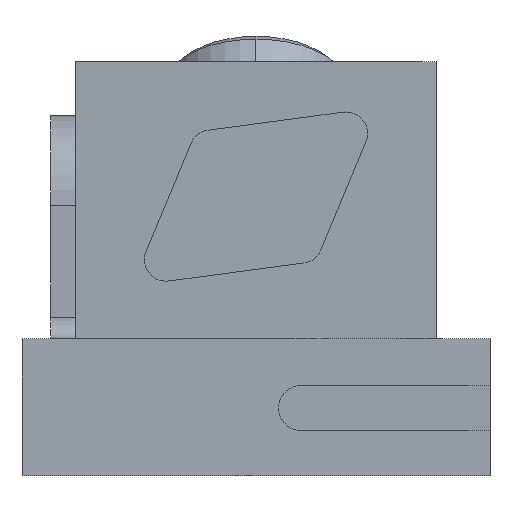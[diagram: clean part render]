
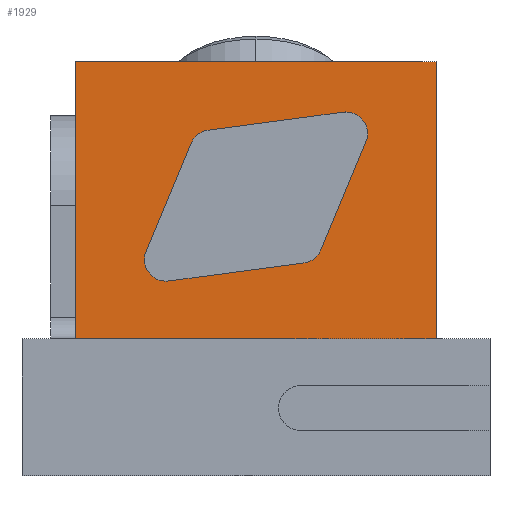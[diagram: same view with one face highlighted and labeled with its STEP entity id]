
A CAD part, front view. The second image highlights one B-rep face of the part: STEP entity #1929.
In plain terms, the highlighted planar face has unit normal (0, -1, 0).
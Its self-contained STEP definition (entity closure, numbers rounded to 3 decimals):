
#1106=CARTESIAN_POINT('POINT94',(-1574.803,
   1968.504,3976.378));
#1107=VERTEX_POINT('VERTEX94',#1106);
#1115=CARTESIAN_POINT('POINT95',(-1356.753,
   1968.504,3649.303));
#1116=VERTEX_POINT('VERTEX95',#1115);
#1123=CARTESIAN_POINT('POS101',(-1574.803,
   1968.504,3740.157));
#1124=DIRECTION('DIR165',(0.,-1.,0.));
#1125=DIRECTION('DIR166',(0.,0.,-1.));
#1126=AXIS2_PLACEMENT_3D('AXIS65',#1123,#1124,#1125);
#1127=CIRCLE('ELLIPSE35',#1126,236.22);
#1128=EDGE_CURVE('EDGE126',#1116,#1107,#1127,.T.);
#1139=CARTESIAN_POINT('POINT96',(-1606.023,
   1968.504,3974.306));
#1140=VERTEX_POINT('VERTEX96',#1139);
#1141=EDGE_CURVE('EDGE127',#1107,#1140,#1127,.T.);
#1153=CARTESIAN_POINT('POINT97',(-3082.401,
   1968.504,3777.455));
#1154=VERTEX_POINT('VERTEX97',#1153);
#1155=CARTESIAN_POINT('POS104',(-548.704,
   1968.504,4115.282));
#1156=DIRECTION('DIR170',(-0.991,0.,
   -0.132));
#1157=VECTOR('VEC38',#1156,25.4);
#1158=LINE('STRAIGHT38',#1155,#1157);
#1159=EDGE_CURVE('EDGE129',#1140,#1154,#1158,.T.);
#1177=CARTESIAN_POINT('POINT98',(-3269.231,
   1968.504,3634.161));
#1178=VERTEX_POINT('VERTEX98',#1177);
#1179=CARTESIAN_POINT('POS107',(-3051.181,
   1968.504,3543.307));
#1180=DIRECTION('DIR174',(0.,-1.,0.));
#1181=DIRECTION('DIR175',(0.,0.,-1.));
#1182=AXIS2_PLACEMENT_3D('AXIS68',#1179,#1180,#1181);
#1183=CIRCLE('ELLIPSE36',#1182,236.22);
#1184=EDGE_CURVE('EDGE131',#1154,#1178,#1183,.T.);
#1202=CARTESIAN_POINT('POINT99',(-3761.357,
   1968.504,2453.059));
#1203=VERTEX_POINT('VERTEX99',#1202);
#1204=CARTESIAN_POINT('POS110',(-4075.851,
   1968.504,1698.271));
#1205=DIRECTION('DIR179',(-0.385,0.,
   -0.923));
#1206=VECTOR('VEC41',#1205,25.4);
#1207=LINE('STRAIGHT41',#1204,#1206);
#1208=EDGE_CURVE('EDGE133',#1178,#1203,#1207,.T.);
#1226=CARTESIAN_POINT('POINT100',(-3543.307,
   1968.504,2125.984));
#1227=VERTEX_POINT('VERTEX100',#1226);
#1236=CARTESIAN_POINT('POS114',(-3543.307,
   1968.504,2362.205));
#1237=DIRECTION('DIR184',(0.,-1.,0.));
#1238=DIRECTION('DIR185',(0.,0.,-1.));
#1239=AXIS2_PLACEMENT_3D('AXIS71',#1236,#1237,#1238);
#1240=CIRCLE('ELLIPSE37',#1239,236.22);
#1241=EDGE_CURVE('EDGE136',#1203,#1227,#1240,.T.);
#1252=CARTESIAN_POINT('POINT101',(-3512.087,
   1968.504,2128.056));
#1253=VERTEX_POINT('VERTEX101',#1252);
#1254=EDGE_CURVE('EDGE137',#1227,#1253,#1240,.T.);
#1266=CARTESIAN_POINT('POINT102',(-2035.709,
   1968.504,2324.907));
#1267=VERTEX_POINT('VERTEX102',#1266);
#1268=CARTESIAN_POINT('POS117',(-340.131,
   1968.504,2550.984));
#1269=DIRECTION('DIR189',(0.991,0.,
   0.132));
#1270=VECTOR('VEC45',#1269,25.4);
#1271=LINE('STRAIGHT45',#1268,#1270);
#1272=EDGE_CURVE('EDGE139',#1253,#1267,#1271,.T.);
#1290=CARTESIAN_POINT('POINT103',(-1848.879,
   1968.504,2468.201));
#1291=VERTEX_POINT('VERTEX103',#1290);
#1292=CARTESIAN_POINT('POS120',(-2066.929,
   1968.504,2559.055));
#1293=DIRECTION('DIR193',(0.,-1.,0.));
#1294=DIRECTION('DIR194',(0.,0.,-1.));
#1295=AXIS2_PLACEMENT_3D('AXIS74',#1292,#1293,#1294);
#1296=CIRCLE('ELLIPSE38',#1295,236.22);
#1297=EDGE_CURVE('EDGE141',#1267,#1291,#1296,.T.);
#1315=CARTESIAN_POINT('POS123',(-2451.661,
   1968.504,1021.525));
#1316=DIRECTION('DIR198',(0.385,0.,
   0.923));
#1317=VECTOR('VEC48',#1316,25.4);
#1318=LINE('STRAIGHT48',#1315,#1317);
#1319=EDGE_CURVE('EDGE143',#1291,#1116,#1318,.T.);
#1561=CARTESIAN_POINT('POINT119',(-590.551,
   1968.504,4527.559));
#1562=VERTEX_POINT('VERTEX119',#1561);
#1570=CARTESIAN_POINT('POINT120',(-4527.559,
   1968.504,4527.559));
#1571=VERTEX_POINT('VERTEX120',#1570);
#1578=CARTESIAN_POINT('POS146',(0.,1968.504,
   4527.559));
#1579=DIRECTION('DIR229',(-1.,0.,0.));
#1580=VECTOR('VEC63',#1579,25.4);
#1581=LINE('STRAIGHT63',#1578,#1580);
#1582=EDGE_CURVE('EDGE165',#1562,#1571,#1581,.T.);
#1887=CARTESIAN_POINT('POINT150',(-4527.559,
   1968.504,1496.063));
#1888=VERTEX_POINT('VERTEX150',#1887);
#1889=CARTESIAN_POINT('POS182',(-4527.559,
   1968.504,0.));
#1890=DIRECTION('DIR283',(0.,0.,1.));
#1891=VECTOR('VEC81',#1890,25.4);
#1892=LINE('STRAIGHT81',#1889,#1891);
#1893=EDGE_CURVE('EDGE196',#1888,#1571,#1892,.T.);
#1894=ORIENTED_EDGE('COEDGE335',*,*,#1893,.F.);
#1895=CARTESIAN_POINT('POINT151',(-590.551,
   1968.504,1496.063));
#1896=VERTEX_POINT('VERTEX151',#1895);
#1897=CARTESIAN_POINT('POS183',(0.,1968.504,
   1496.063));
#1898=DIRECTION('DIR284',(-1.,0.,0.));
#1899=VECTOR('VEC82',#1898,25.4);
#1900=LINE('STRAIGHT82',#1897,#1899);
#1901=EDGE_CURVE('EDGE197',#1896,#1888,#1900,.T.);
#1902=ORIENTED_EDGE('COEDGE336',*,*,#1901,.F.);
#1903=CARTESIAN_POINT('POS184',(-590.551,
   1968.504,0.));
#1904=DIRECTION('DIR285',(0.,0.,1.));
#1905=VECTOR('VEC83',#1904,25.4);
#1906=LINE('STRAIGHT83',#1903,#1905);
#1907=EDGE_CURVE('EDGE198',#1896,#1562,#1906,.T.);
#1908=ORIENTED_EDGE('COEDGE337',*,*,#1907,.T.);
#1909=ORIENTED_EDGE('COEDGE338',*,*,#1582,.T.);
#1910=EDGE_LOOP('NONE',(#1894,#1902,#1908,#1909));
#1911=FACE_BOUND('LOOP1',#1910,.T.);
#1912=ORIENTED_EDGE('COEDGE339',*,*,#1319,.F.);
#1913=ORIENTED_EDGE('COEDGE340',*,*,#1297,.F.);
#1914=ORIENTED_EDGE('COEDGE341',*,*,#1272,.F.);
#1915=ORIENTED_EDGE('COEDGE342',*,*,#1254,.F.);
#1916=ORIENTED_EDGE('COEDGE343',*,*,#1241,.F.);
#1917=ORIENTED_EDGE('COEDGE344',*,*,#1208,.F.);
#1918=ORIENTED_EDGE('COEDGE345',*,*,#1184,.F.);
#1919=ORIENTED_EDGE('COEDGE346',*,*,#1159,.F.);
#1920=ORIENTED_EDGE('COEDGE347',*,*,#1141,.F.);
#1921=ORIENTED_EDGE('COEDGE348',*,*,#1128,.F.);
#1922=EDGE_LOOP('NONE',(#1912,#1913,#1914,#1915,#1916,#1917,#1918,#1919,
   #1920,#1921));
#1923=FACE_BOUND('LOOP1',#1922,.T.);
#1924=CARTESIAN_POINT('POS185',(0.,1968.504,
   1496.063));
#1925=DIRECTION('DIR286',(0.,-1.,0.));
#1926=DIRECTION('DIR287',(1.,0.,0.));
#1927=AXIS2_PLACEMENT_3D('AXIS102',#1924,#1925,#1926);
#1928=PLANE('PLANE29',#1927);
#1929=ADVANCED_FACE('FACE69',(#1911,#1923),#1928,.T.);
